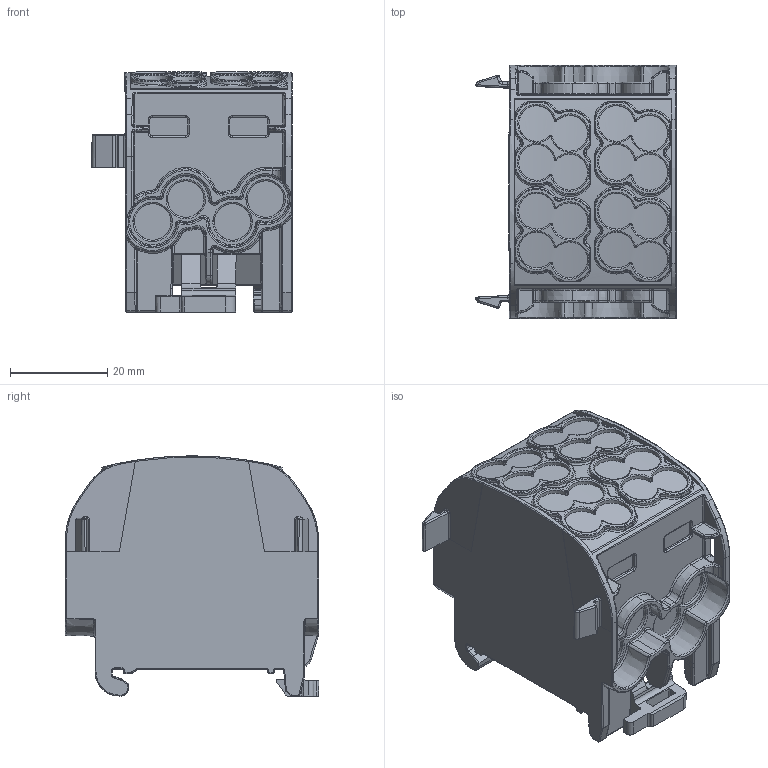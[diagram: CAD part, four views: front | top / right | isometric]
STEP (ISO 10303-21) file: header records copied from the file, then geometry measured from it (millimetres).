
FILE_DESCRIPTION(('CATIA V5 STEP Exchange','CAx-IF Rec.Pracs.--- Model Styling and Organization---1.5--- 2016-08-15','CAx-IF Rec.Pracs.---Supplemental Geometry---1.0---2011-11-01','CAx-IF Rec.Pracs.--- Composite Materials ---1.1---2010-07-15'),'2;1');
FILE_NAME ('1225929-1_0', '2025-09-19T08:52:06+00:00', ('none'), ('Weidmueller'), 'CATIA Version 5-6 Release 2024 SP4', 'CATIA V5 STEP AP214 v3', 'none');
FILE_SCHEMA(('AUTOMOTIVE_DESIGN { 1 0 10303 214 1 1 1 1 }'));
Products named in the file (1): 2731250000
Bounding box: 41.19 x 52.03 x 49.3 mm (x, y, z)
Volume: 58599.8 mm3; surface area: 20544.6 mm2
Topology: 2 solids, 2 shells, 1740 faces, 4287 edges, 2487 vertices
Faces by surface type: bspline 801, cylinder 326, plane 227, torus 154, cone 147, sphere 75, revolution 10
Entity records: 81096 total; most frequent: CARTESIAN_POINT 49318, ORIENTED_EDGE 8414, EDGE_CURVE 4207, DIRECTION 3160, VERTEX_POINT 2487, B_SPLINE_CURVE_WITH_KNOTS 2441, EDGE_LOOP 1772, ADVANCED_FACE 1740
